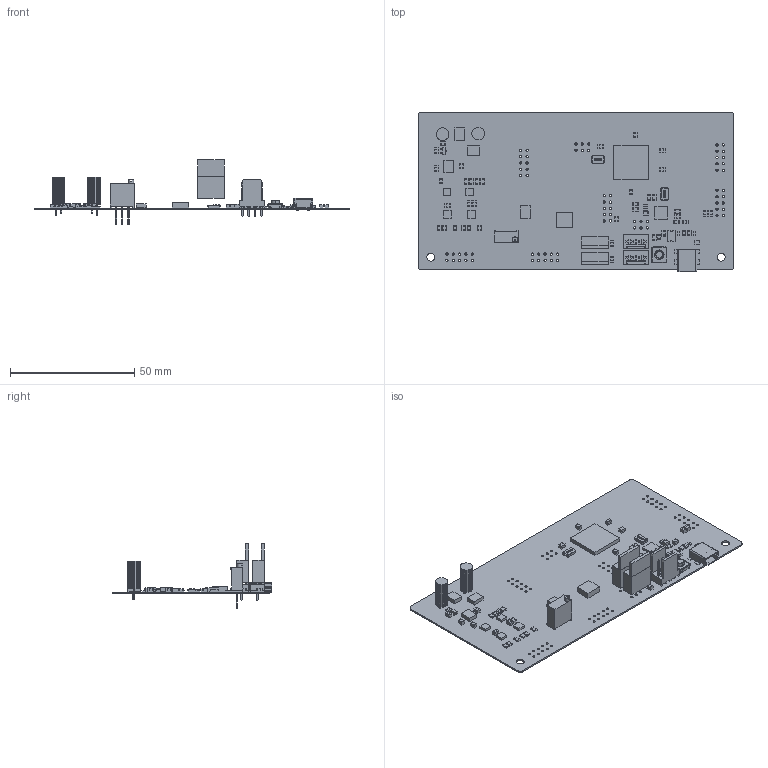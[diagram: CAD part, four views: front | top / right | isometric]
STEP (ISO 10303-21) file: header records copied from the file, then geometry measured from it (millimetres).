
FILE_DESCRIPTION(('Open CASCADE Model'),'2;1');
FILE_NAME('Open CASCADE Shape Model','2020-09-20T15:09:32',('Author'),( 'Open CASCADE'),'Open CASCADE STEP processor 6.8','Open CASCADE 6.8' ,'Unknown');
FILE_SCHEMA(('AUTOMOTIVE_DESIGN { 1 0 10303 214 1 1 1 1 }'));
Length unit declared in the file: millimetre
Products named in the file (150): PCB; Board; Open CASCADE STEP translator 6.8 1.1.1; X2; ABM3B; X1; U14; 7987903632; Extruded; 7987903392; U13; DBZ0003AakaMF03A; BODY_MF03A; LEAD_MF03A; U12; U11; 7987903872; U10; 7987900032; U9; 7987904432; U8; U7; U6; 7988199808; U5; 7988200048; U4; 7988200288; U3; 7987900272; U2; 7988200528; U1; 7988200768; RV2; 7988201168; RV1; R24; 3296W ...
Assembly tree (275 placements, depth 5):
  PCB
    Board
      Open CASCADE STEP translator 6.8 1.1.1
    X2
      ABM3B
    X1
      ABM3B
    U14
      7987903632
        Extruded
      7987903392
        Extruded
    U13
      DBZ0003AakaMF03A
        BODY_MF03A
        LEAD_MF03A  x3
    U12
      7987903632
        Extruded
      7987903392
        Extruded
    U11
      7987903872
        Extruded
    U10
      7987900032
        Extruded
    U9
      7987904432
        Extruded
    U8
      7987904432
        Extruded
    U7
      7987904432
        Extruded
    U6
      7988199808
        Extruded
    U5
      7988200048
        Extruded
    U4
      7988200288
        Extruded
    U3
      7987900272
        Extruded
    U2
      7988200528
        Extruded
    U1
      7988200768
        Extruded
    RV2
      7988201168
        Extruded
    RV1
      7988201168
        Extruded
Bounding box: 127 x 64.31 x 25.8 mm (x, y, z)
Volume: 8486 mm3; surface area: 22107 mm2
Topology: 171 solids, 171 shells, 2105 faces, 4993 edges, 3302 vertices
Faces by surface type: plane 1800, cylinder 215, bspline 76, sphere 8, torus 4, cone 2
Full cylindrical faces by diameter (mm): 0.5 x4, 0.75 x4, 0.8 x5, 0.9 x74, 1 x6, 1.19 x8, 3.175 x2
Entity records: 37602 total; most frequent: CARTESIAN_POINT 7802, DIRECTION 5355, ORIENTED_EDGE 5112, EDGE_CURVE 2556, LINE 2037, VECTOR 2037, VERTEX_POINT 1672, AXIS2_PLACEMENT_3D 1659
